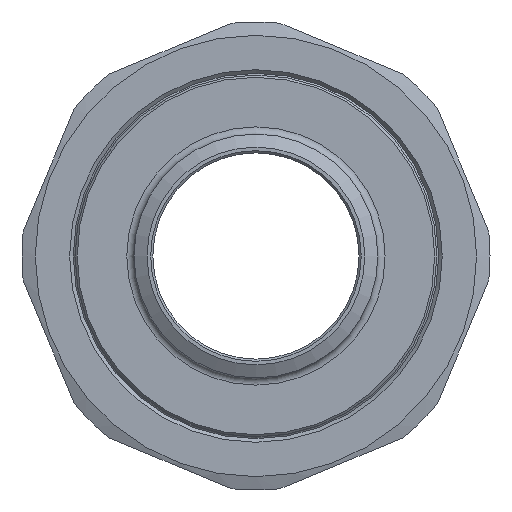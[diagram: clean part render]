
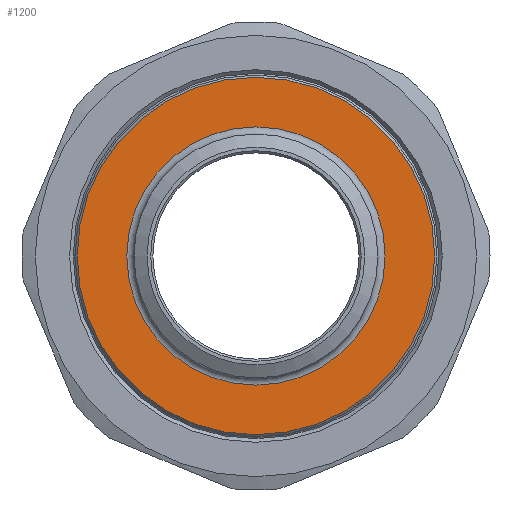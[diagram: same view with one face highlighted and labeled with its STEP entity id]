
A CAD part, left-side view. The second image highlights one B-rep face of the part: STEP entity #1200.
In plain terms, the highlighted planar face has unit normal (-1, 0, 0).
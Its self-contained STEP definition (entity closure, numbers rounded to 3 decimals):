
#46=FACE_BOUND('',#265,.T.);
#121=PLANE('',#1424);
#182=FACE_OUTER_BOUND('',#264,.T.);
#264=EDGE_LOOP('',(#1056));
#265=EDGE_LOOP('',(#1057));
#464=CIRCLE('',#1423,24.7);
#465=CIRCLE('',#1425,17.85);
#582=VERTEX_POINT('',#2216);
#583=VERTEX_POINT('',#2220);
#744=EDGE_CURVE('',#582,#582,#464,.T.);
#745=EDGE_CURVE('',#583,#583,#465,.T.);
#1056=ORIENTED_EDGE('',*,*,#744,.F.);
#1057=ORIENTED_EDGE('',*,*,#745,.F.);
#1200=ADVANCED_FACE('',(#182,#46),#121,.T.);
#1423=AXIS2_PLACEMENT_3D('',#2218,#1786,#1787);
#1424=AXIS2_PLACEMENT_3D('',#2219,#1788,#1789);
#1425=AXIS2_PLACEMENT_3D('',#2221,#1790,#1791);
#1786=DIRECTION('center_axis',(1.,0.,0.));
#1787=DIRECTION('ref_axis',(0.,-1.,0.));
#1788=DIRECTION('center_axis',(-1.,0.,0.));
#1789=DIRECTION('ref_axis',(0.,0.,1.));
#1790=DIRECTION('center_axis',(-1.,0.,0.));
#1791=DIRECTION('ref_axis',(0.,-1.,0.));
#2216=CARTESIAN_POINT('',(-21.,24.7,0.));
#2218=CARTESIAN_POINT('Origin',(-21.,0.,0.));
#2219=CARTESIAN_POINT('Origin',(-21.,25.,0.));
#2220=CARTESIAN_POINT('',(-21.,0.,17.85));
#2221=CARTESIAN_POINT('Origin',(-21.,0.,0.));
